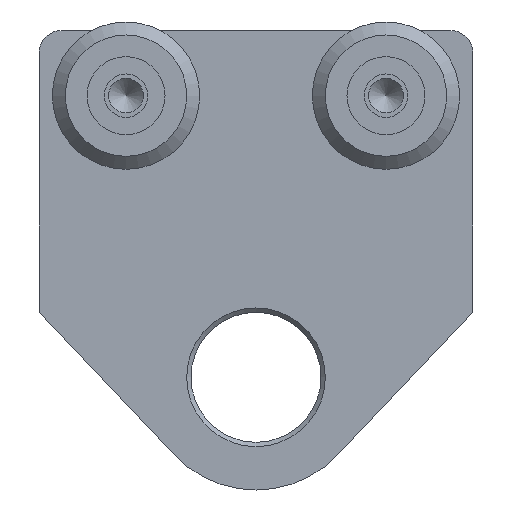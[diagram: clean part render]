
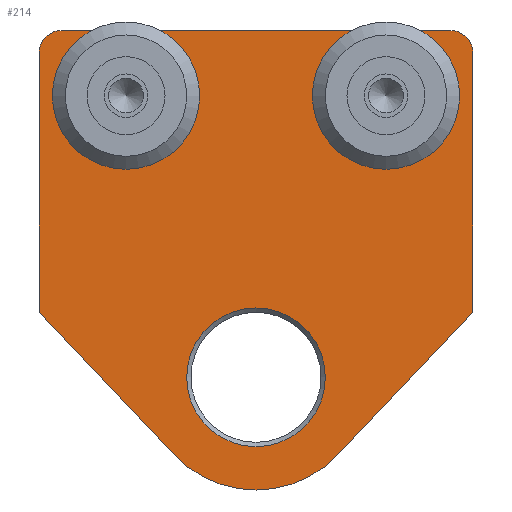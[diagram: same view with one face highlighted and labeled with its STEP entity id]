
A CAD part, front view. The second image highlights one B-rep face of the part: STEP entity #214.
In plain terms, the highlighted planar face has unit normal (0, -1, 0).
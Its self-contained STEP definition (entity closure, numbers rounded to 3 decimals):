
#214=ADVANCED_FACE('',(#397,#398),#399,.F.);
#397=FACE_BOUND('',#596,.T.);
#398=FACE_OUTER_BOUND('',#597,.T.);
#399=PLANE('',#598);
#596=EDGE_LOOP('',(#825));
#597=EDGE_LOOP('',(#826,#827,#828,#829,#830,#831,#832,#833));
#598=AXIS2_PLACEMENT_3D('',#834,#835,#836);
#825=ORIENTED_EDGE('',*,*,#1079,.T.);
#826=ORIENTED_EDGE('',*,*,#1086,.F.);
#827=ORIENTED_EDGE('',*,*,#1087,.T.);
#828=ORIENTED_EDGE('',*,*,#1070,.T.);
#829=ORIENTED_EDGE('',*,*,#1088,.T.);
#830=ORIENTED_EDGE('',*,*,#1089,.T.);
#831=ORIENTED_EDGE('',*,*,#1090,.F.);
#832=ORIENTED_EDGE('',*,*,#1081,.F.);
#833=ORIENTED_EDGE('',*,*,#1091,.F.);
#834=CARTESIAN_POINT('',(-25.,11.444,106.));
#835=DIRECTION('',(0.,1.,0.));
#836=DIRECTION('',(0.,0.,1.));
#1070=EDGE_CURVE('',#1205,#1203,#1206,.F.);
#1079=EDGE_CURVE('',#1216,#1216,#1217,.T.);
#1081=EDGE_CURVE('',#1219,#1220,#1221,.T.);
#1086=EDGE_CURVE('',#1228,#1229,#1230,.T.);
#1087=EDGE_CURVE('',#1228,#1205,#1231,.T.);
#1088=EDGE_CURVE('',#1203,#1232,#1233,.T.);
#1089=EDGE_CURVE('',#1232,#1234,#1235,.F.);
#1090=EDGE_CURVE('',#1220,#1234,#1236,.T.);
#1091=EDGE_CURVE('',#1229,#1219,#1237,.T.);
#1203=VERTEX_POINT('',#1366);
#1205=VERTEX_POINT('',#1369);
#1206=CIRCLE('',#1370,5.);
#1216=VERTEX_POINT('',#1381);
#1217=CIRCLE('',#1382,16.);
#1219=VERTEX_POINT('',#1384);
#1220=VERTEX_POINT('',#1385);
#1221=LINE('',#1386,#1387);
#1228=VERTEX_POINT('',#1397);
#1229=VERTEX_POINT('',#1398);
#1230=LINE('',#1399,#1400);
#1231=LINE('',#1401,#1402);
#1232=VERTEX_POINT('',#1403);
#1233=LINE('',#1404,#1405);
#1234=VERTEX_POINT('',#1406);
#1235=CIRCLE('',#1407,5.);
#1236=LINE('',#1408,#1409);
#1237=CIRCLE('',#1410,26.);
#1366=CARTESIAN_POINT('',(-20.,11.444,0.));
#1369=CARTESIAN_POINT('',(-25.,11.444,5.));
#1370=AXIS2_PLACEMENT_3D('',#1554,#1555,#1556);
#1381=CARTESIAN_POINT('',(25.,11.444,96.));
#1382=AXIS2_PLACEMENT_3D('',#1564,#1565,#1566);
#1384=CARTESIAN_POINT('',(43.882,11.444,97.874));
#1385=CARTESIAN_POINT('',(75.,11.444,65.));
#1386=CARTESIAN_POINT('',(43.882,11.444,97.874));
#1387=VECTOR('',#1567,1.);
#1397=CARTESIAN_POINT('',(-25.,11.444,65.));
#1398=CARTESIAN_POINT('',(6.118,11.444,97.874));
#1399=CARTESIAN_POINT('',(-25.,11.444,65.));
#1400=VECTOR('',#1571,1.);
#1401=CARTESIAN_POINT('',(-25.,11.444,106.));
#1402=VECTOR('',#1572,1.);
#1403=CARTESIAN_POINT('',(70.,11.444,0.));
#1404=CARTESIAN_POINT('',(-25.,11.444,0.));
#1405=VECTOR('',#1573,1.);
#1406=CARTESIAN_POINT('',(75.,11.444,5.));
#1407=AXIS2_PLACEMENT_3D('',#1574,#1575,#1576);
#1408=CARTESIAN_POINT('',(75.,11.444,106.));
#1409=VECTOR('',#1577,1.);
#1410=AXIS2_PLACEMENT_3D('',#1578,#1579,#1580);
#1554=CARTESIAN_POINT('',(-20.,11.444,5.));
#1555=DIRECTION('',(0.,1.,0.));
#1556=DIRECTION('',(0.,0.,1.));
#1564=CARTESIAN_POINT('',(25.,11.444,80.));
#1565=DIRECTION('',(0.,1.,0.));
#1566=DIRECTION('',(0.,0.,1.));
#1567=DIRECTION('',(0.687,0.,-0.726));
#1571=DIRECTION('',(0.687,0.,0.726));
#1572=DIRECTION('',(0.,0.,-1.));
#1573=DIRECTION('',(1.,0.,0.));
#1574=CARTESIAN_POINT('',(70.,11.444,5.));
#1575=DIRECTION('',(0.,1.,0.));
#1576=DIRECTION('',(0.,0.,1.));
#1577=DIRECTION('',(0.,0.,-1.));
#1578=CARTESIAN_POINT('',(25.,11.444,80.));
#1579=DIRECTION('',(0.,1.,0.));
#1580=DIRECTION('',(-1.,0.,0.));
